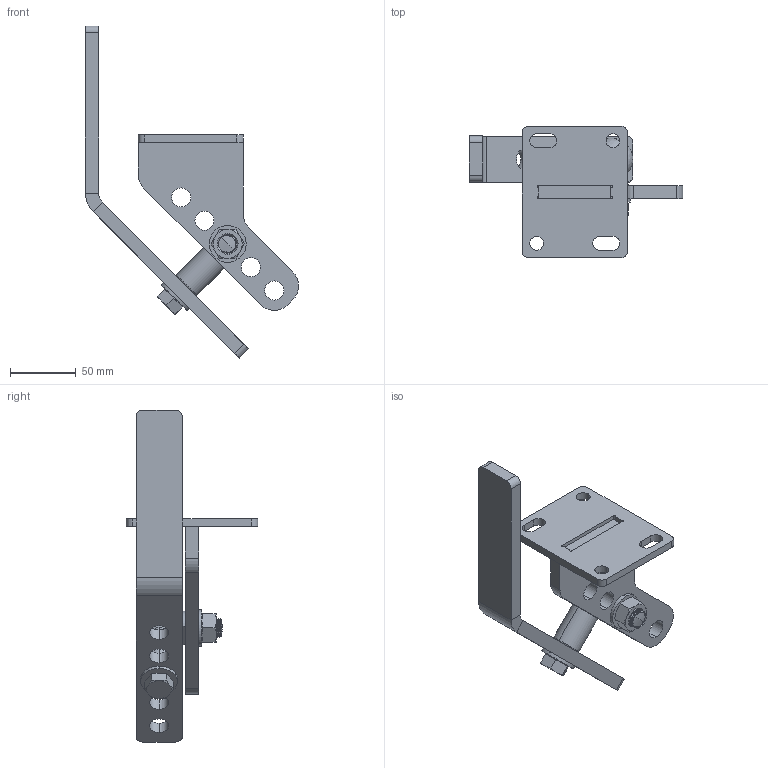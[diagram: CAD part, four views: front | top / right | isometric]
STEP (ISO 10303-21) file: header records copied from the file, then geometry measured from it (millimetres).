
FILE_DESCRIPTION (( 'STEP AP203' ), '1' );
FILE_NAME ('Pant spodny.STEP', '2020-09-09T11:18:04', ( '' ), ( '' ), 'SwSTEP 2.0', 'SolidWorks 2019', '' );
FILE_SCHEMA (( 'CONFIG_CONTROL_DESIGN' ));
Length unit declared in the file: millimetre
Products named in the file (8): Diel pantu D1_Default<Jako obrobenì>; Diel pantu D2; Pant spodny; SKRUTKA DIN 961_SKRUTKA M14x1.5x30; DIN 125_PODLOZKA 14; MATICA DIN 934_MATICA M14x1.5; 27650-1916_0_C.P2; 27650-1916_0_C.P1
Assembly tree (8 placements, depth 2):
  Pant spodny
    Diel pantu D1_Default<Jako obrobenì>
    Diel pantu D2
    27650-1916_0_C.P1
    27650-1916_0_C.P2
    DIN 125_PODLOZKA 14  x2
    MATICA DIN 934_MATICA M14x1.5
    SKRUTKA DIN 961_SKRUTKA M14x1.5x30
Bounding box: 161.87 x 100 x 252.17 mm (x, y, z)
Volume: 243317.1 mm3; surface area: 83344.6 mm2
Topology: 9 solids, 9 shells, 231 faces, 610 edges, 395 vertices
Faces by surface type: cylinder 112, plane 68, cone 30, sphere 10, torus 8, bspline 3
Entity records: 10657 total; most frequent: CARTESIAN_POINT 4323, ORIENTED_EDGE 1162, DIRECTION 1154, EDGE_CURVE 581, AXIS2_PLACEMENT_3D 453, VERTEX_POINT 378, EDGE_LOOP 265, VECTOR 248
